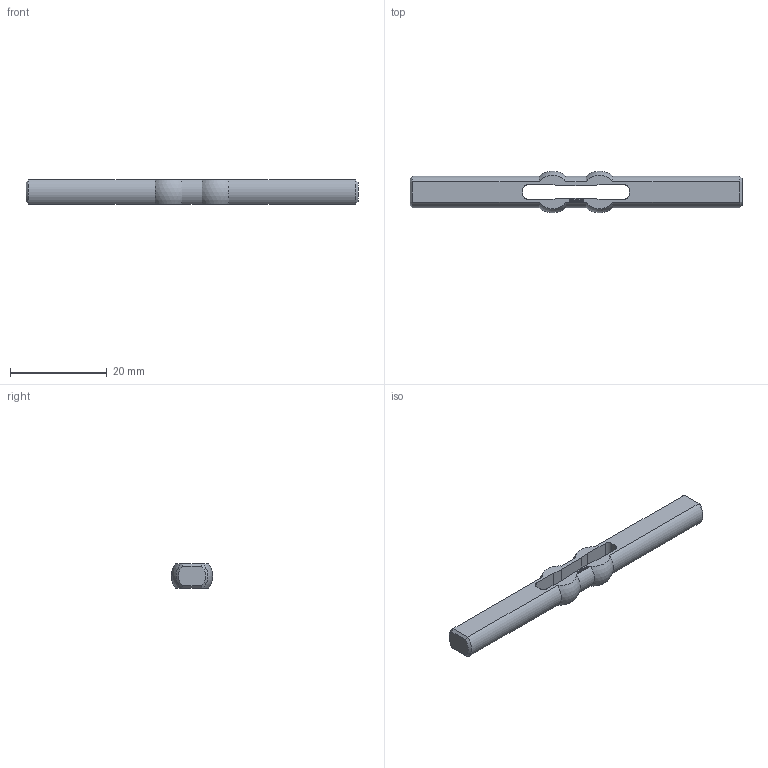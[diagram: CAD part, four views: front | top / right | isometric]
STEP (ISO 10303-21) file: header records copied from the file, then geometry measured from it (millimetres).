
FILE_DESCRIPTION(('FreeCAD Model'),'2;1');
FILE_NAME('Open CASCADE Shape Model','2022-07-07T22:40:29',(''),(''), 'Open CASCADE STEP processor 7.5','FreeCAD','Unknown');
FILE_SCHEMA(('AUTOMOTIVE_DESIGN { 1 0 10303 214 1 1 1 1 }'));
Length unit declared in the file: millimetre
Products named in the file (1): Pin SPP INR LCT BDR BU02.00x01.75 - SPN-PIN-0115
Bounding box: 68.75 x 8.54 x 5 mm (x, y, z)
Volume: 1796.1 mm3; surface area: 1583.9 mm2
Topology: 1 solids, 1 shells, 462 faces, 1291 edges, 858 vertices
Faces by surface type: plane 346, bspline 98, cylinder 10, cone 4, sphere 4
Entity records: 32748 total; most frequent: CARTESIAN_POINT 8160, DIRECTION 4003, LINE 3201, VECTOR 3201, ORIENTED_EDGE 2582, PCURVE 2582, DEFINITIONAL_REPRESENTATION 2582, EDGE_CURVE 1291
